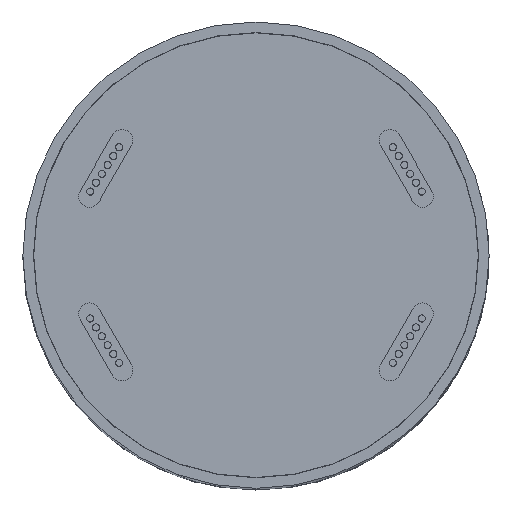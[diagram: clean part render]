
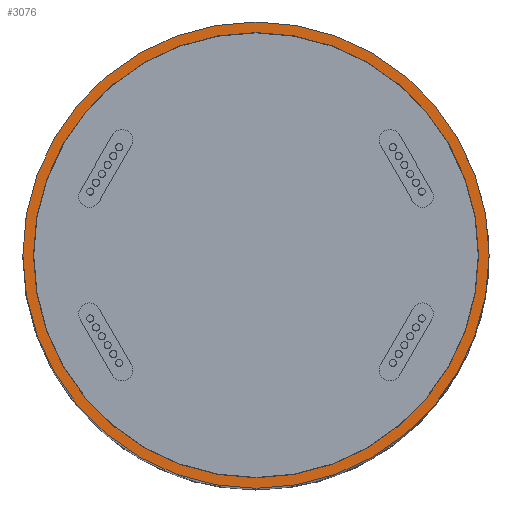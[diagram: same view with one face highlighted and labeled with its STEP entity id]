
A CAD part, top view. The second image highlights one B-rep face of the part: STEP entity #3076.
In plain terms, the highlighted planar face has unit normal (0, 0, 1).
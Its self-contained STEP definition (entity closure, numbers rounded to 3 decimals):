
#63 = DIRECTION ( 'NONE',  ( 1., 0., 0. ) ) ;
#445 = ORIENTED_EDGE ( 'NONE', *, *, #6946, .F. ) ;
#483 = AXIS2_PLACEMENT_3D ( 'NONE', #3109, #2591, #6400 ) ;
#508 = EDGE_LOOP ( 'NONE', ( #5589, #445 ) ) ;
#785 = CIRCLE ( 'NONE', #2111, 43. ) ;
#1072 = CARTESIAN_POINT ( 'NONE',  ( 0., 0., 206.4 ) ) ;
#1178 = CARTESIAN_POINT ( 'NONE',  ( -43., 0., 206.4 ) ) ;
#1327 = CARTESIAN_POINT ( 'NONE',  ( 0., 0., 206.4 ) ) ;
#1473 = PLANE ( 'NONE',  #483 ) ;
#1626 = DIRECTION ( 'NONE',  ( 1., 0., 0. ) ) ;
#1652 = CIRCLE ( 'NONE', #4156, 43. ) ;
#1713 = VERTEX_POINT ( 'NONE', #4809 ) ;
#1899 = DIRECTION ( 'NONE',  ( 1., 0., 0. ) ) ;
#1922 = CARTESIAN_POINT ( 'NONE',  ( 41.05, 0., 206.4 ) ) ;
#2111 = AXIS2_PLACEMENT_3D ( 'NONE', #1327, #5163, #1899 ) ;
#2498 = FACE_BOUND ( 'NONE', #508, .T. ) ;
#2591 = DIRECTION ( 'NONE',  ( 0., 0., 1. ) ) ;
#2605 = VERTEX_POINT ( 'NONE', #1922 ) ;
#2610 = DIRECTION ( 'NONE',  ( 0., 0., 1. ) ) ;
#2857 = VERTEX_POINT ( 'NONE', #5667 ) ;
#2885 = EDGE_CURVE ( 'NONE', #6961, #2857, #785, .T. ) ;
#3076 = ADVANCED_FACE ( 'NONE', ( #2498, #4119 ), #1473, .T. ) ;
#3109 = CARTESIAN_POINT ( 'NONE',  ( 0., 0., 206.4 ) ) ;
#3239 = EDGE_CURVE ( 'NONE', #2857, #6961, #1652, .T. ) ;
#3290 = EDGE_LOOP ( 'NONE', ( #4990, #5334 ) ) ;
#3346 = CIRCLE ( 'NONE', #5876, 41.05 ) ;
#3380 = DIRECTION ( 'NONE',  ( 0., 0., 1. ) ) ;
#3687 = CIRCLE ( 'NONE', #4479, 41.05 ) ;
#3897 = EDGE_CURVE ( 'NONE', #2605, #1713, #3687, .T. ) ;
#4119 = FACE_OUTER_BOUND ( 'NONE', #3290, .T. ) ;
#4156 = AXIS2_PLACEMENT_3D ( 'NONE', #1072, #4894, #1626 ) ;
#4479 = AXIS2_PLACEMENT_3D ( 'NONE', #5870, #2610, #6420 ) ;
#4809 = CARTESIAN_POINT ( 'NONE',  ( -41.05, 0., 206.4 ) ) ;
#4894 = DIRECTION ( 'NONE',  ( 0., 0., 1. ) ) ;
#4990 = ORIENTED_EDGE ( 'NONE', *, *, #2885, .T. ) ;
#5163 = DIRECTION ( 'NONE',  ( 0., 0., 1. ) ) ;
#5334 = ORIENTED_EDGE ( 'NONE', *, *, #3239, .T. ) ;
#5589 = ORIENTED_EDGE ( 'NONE', *, *, #3897, .F. ) ;
#5667 = CARTESIAN_POINT ( 'NONE',  ( 43., 0., 206.4 ) ) ;
#5870 = CARTESIAN_POINT ( 'NONE',  ( 0., 0., 206.4 ) ) ;
#5876 = AXIS2_PLACEMENT_3D ( 'NONE', #6649, #3380, #63 ) ;
#6400 = DIRECTION ( 'NONE',  ( 1., 0., 0. ) ) ;
#6420 = DIRECTION ( 'NONE',  ( 1., 0., 0. ) ) ;
#6649 = CARTESIAN_POINT ( 'NONE',  ( 0., 0., 206.4 ) ) ;
#6946 = EDGE_CURVE ( 'NONE', #1713, #2605, #3346, .T. ) ;
#6961 = VERTEX_POINT ( 'NONE', #1178 ) ;
